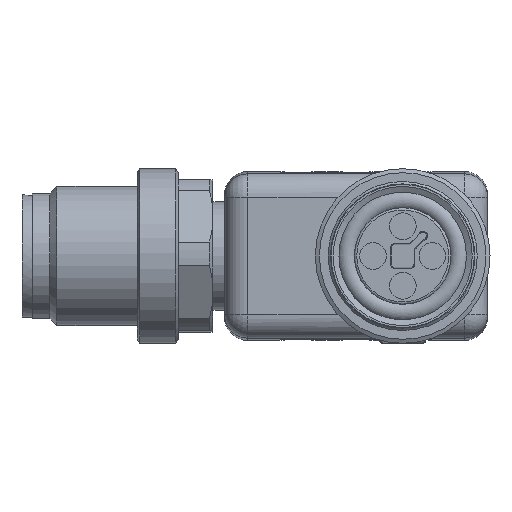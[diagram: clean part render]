
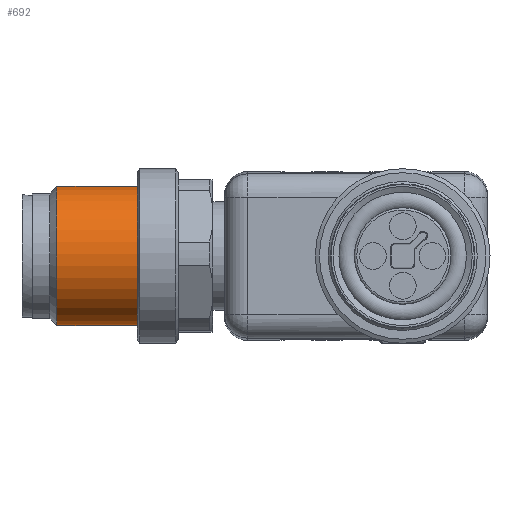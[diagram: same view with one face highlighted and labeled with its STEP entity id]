
A CAD part, left-side view. The second image highlights one B-rep face of the part: STEP entity #692.
In plain terms, the highlighted cylindrical face has radius 6 mm (diameter 12 mm), a full revolution.
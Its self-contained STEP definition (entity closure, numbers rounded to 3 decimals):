
#394=FACE_BOUND('',#1539,.T.);
#395=FACE_BOUND('',#1540,.T.);
#692=ADVANCED_FACE('',(#394,#395),#935,.T.);
#935=CYLINDRICAL_SURFACE('',#6077,6.);
#1539=EDGE_LOOP('',(#2702));
#1540=EDGE_LOOP('',(#2703));
#2702=ORIENTED_EDGE('',*,*,#4421,.F.);
#2703=ORIENTED_EDGE('',*,*,#4420,.T.);
#3765=VERTEX_POINT('',#11550);
#3766=VERTEX_POINT('',#11553);
#4420=EDGE_CURVE('',#3765,#3765,#5532,.T.);
#4421=EDGE_CURVE('',#3766,#3766,#5533,.T.);
#5532=CIRCLE('',#6074,6.);
#5533=CIRCLE('',#6076,6.);
#6074=AXIS2_PLACEMENT_3D('',#11549,#7292,#7293);
#6076=AXIS2_PLACEMENT_3D('',#11552,#7296,#7297);
#6077=AXIS2_PLACEMENT_3D('',#11554,#7298,#7299);
#7292=DIRECTION('',(0.,1.,0.));
#7293=DIRECTION('',(0.029,0.,1.));
#7296=DIRECTION('',(0.,1.,0.));
#7297=DIRECTION('',(0.029,0.,1.));
#7298=DIRECTION('',(0.,1.,0.));
#7299=DIRECTION('',(0.029,0.,1.));
#11549=CARTESIAN_POINT('',(168.6,72.8,0.));
#11550=CARTESIAN_POINT('',(168.774,72.8,5.997));
#11552=CARTESIAN_POINT('',(168.6,79.7,0.));
#11553=CARTESIAN_POINT('',(168.774,79.7,5.997));
#11554=CARTESIAN_POINT('',(168.6,81.8,0.));
